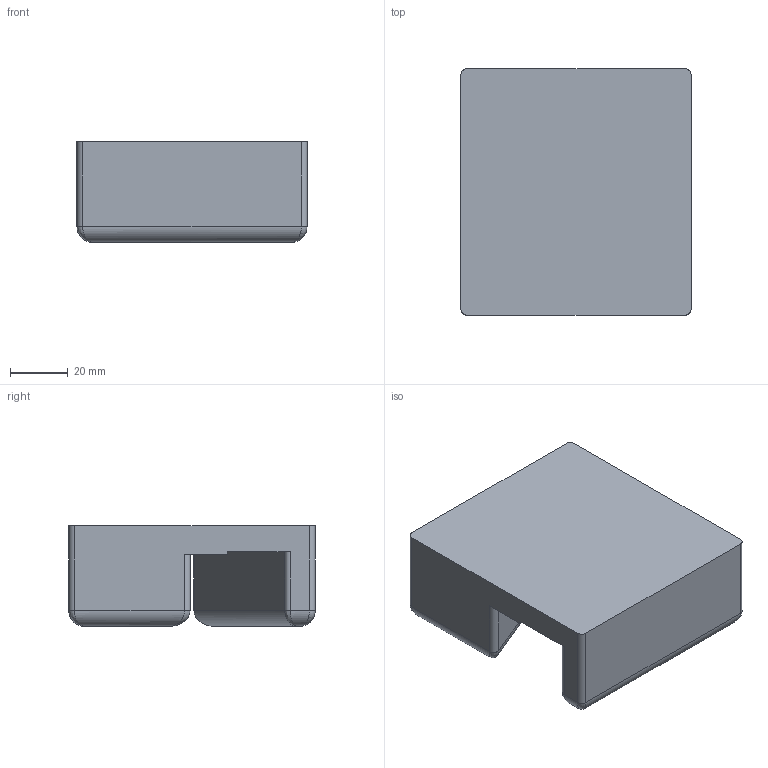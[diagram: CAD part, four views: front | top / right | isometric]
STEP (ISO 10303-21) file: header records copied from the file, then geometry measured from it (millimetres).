
FILE_DESCRIPTION(/* description */ (''),/* implementation_level */ '2;1');
FILE_NAME(/* name */ 'prt_front_foop_cuting_jig.stp',/* time_stamp */ '2023-02-26T22:46:39+01:00',/* author */ (''),/* organization */ (''),/* preprocessor_version */ 'ST-DEVELOPER v16',/* originating_system */ 'SIEMENS PLM Software NX 10.0',/* authorisation */ '');
FILE_SCHEMA (('AUTOMOTIVE_DESIGN { 1 0 10303 214 3 1 1 1 }'));
Length unit declared in the file: millimetre
Products named in the file (1): prt_front_foop_cuting_jig
Bounding box: 80 x 85.61 x 35 mm (x, y, z)
Volume: 170243.5 mm3; surface area: 26857.1 mm2
Topology: 1 solids, 1 shells, 37 faces, 89 edges, 46 vertices
Faces by surface type: cylinder 16, plane 13, bspline 8
Entity records: 1159 total; most frequent: CARTESIAN_POINT 337, DIRECTION 173, ORIENTED_EDGE 162, EDGE_CURVE 81, AXIS2_PLACEMENT_3D 62, LINE 49, VECTOR 49, VERTEX_POINT 46
